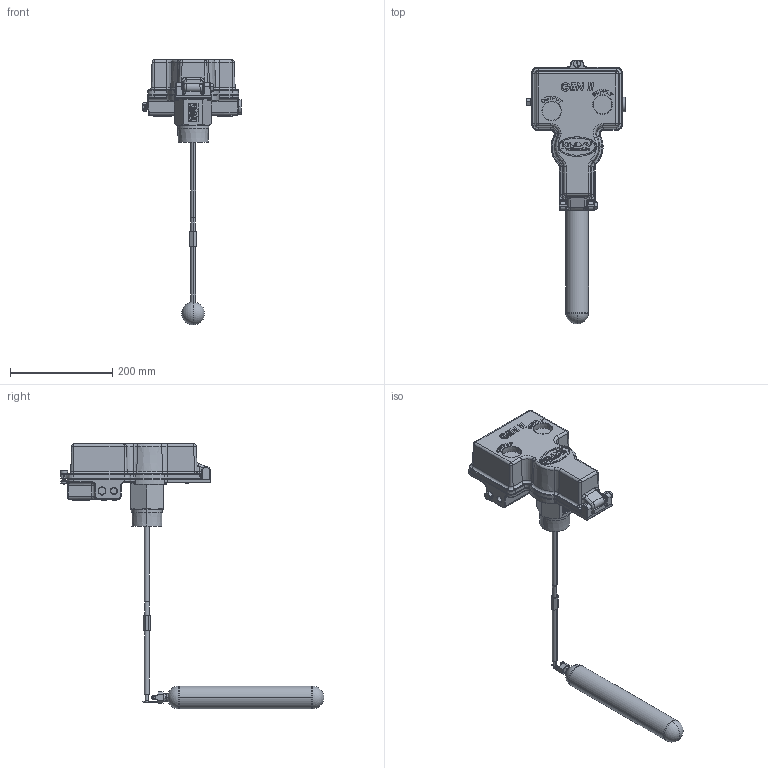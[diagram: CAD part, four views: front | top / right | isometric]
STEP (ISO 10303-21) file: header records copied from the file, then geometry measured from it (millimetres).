
FILE_DESCRIPTION (( 'STEP AP214' ), '1' );
FILE_NAME ('FPC2S4B6AS-CMMS6F.STEP', '2021-10-11T21:11:28', ( '' ), ( '' ), 'SwSTEP 2.0', 'SolidWorks 2019', '' );
FILE_SCHEMA (( 'AUTOMOTIVE_DESIGN' ));
Length unit declared in the file: inch
Products named in the file (1): FPC2S4B6AS-CMMS6F
Bounding box: 192.03 x 514.75 x 519.15 mm (x, y, z)
Volume: 3219519.6 mm3; surface area: 228783.2 mm2
Topology: 2 solids, 2 shells, 1821 faces, 4703 edges, 2976 vertices
Faces by surface type: plane 971, bspline 328, cylinder 266, cone 132, torus 98, sphere 26
Entity records: 87543 total; most frequent: CARTESIAN_POINT 29634, ORIENTED_EDGE 9352, DIRECTION 7678, EDGE_CURVE 4676, VERTEX_POINT 2976, VECTOR 2924, LINE 2924, AXIS2_PLACEMENT_3D 2377
